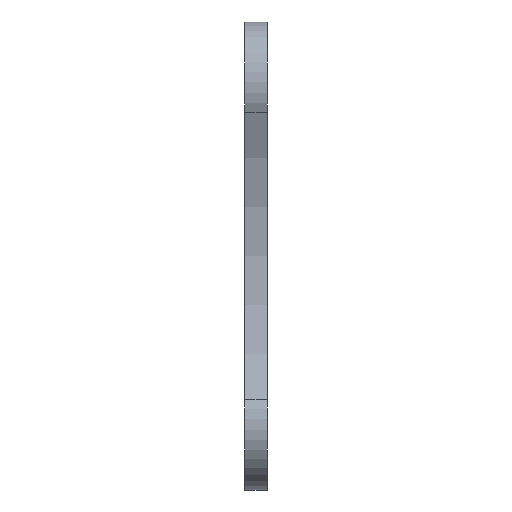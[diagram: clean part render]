
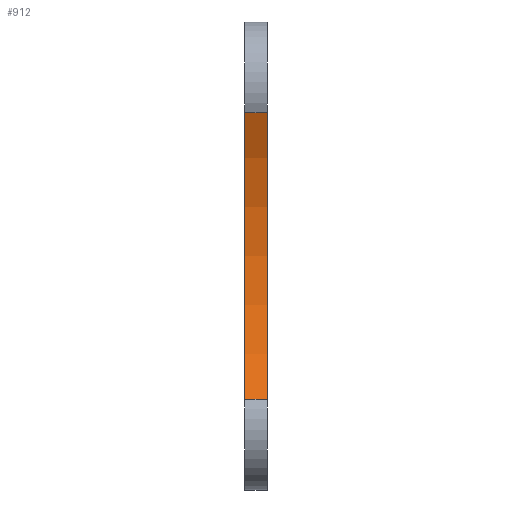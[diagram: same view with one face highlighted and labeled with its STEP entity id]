
A CAD part, left-side view. The second image highlights one B-rep face of the part: STEP entity #912.
In plain terms, the highlighted cylindrical face has radius 28.393 mm (diameter 56.786 mm), a partial arc.
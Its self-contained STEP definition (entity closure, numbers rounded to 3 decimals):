
#24=CYLINDRICAL_SURFACE('',#1040,28.393);
#75=LINE('',#1577,#139);
#77=LINE('',#1580,#141);
#139=VECTOR('',#1271,2.);
#141=VECTOR('',#1275,2.);
#210=FACE_OUTER_BOUND('',#280,.T.);
#280=EDGE_LOOP('',(#763,#764,#765,#766));
#313=CIRCLE('',#960,28.393);
#354=CIRCLE('',#1002,28.393);
#385=VERTEX_POINT('',#1370);
#386=VERTEX_POINT('',#1372);
#431=VERTEX_POINT('',#1464);
#438=VERTEX_POINT('',#1477);
#481=EDGE_CURVE('',#385,#386,#313,.T.);
#534=EDGE_CURVE('',#438,#431,#354,.T.);
#583=EDGE_CURVE('',#431,#385,#75,.T.);
#585=EDGE_CURVE('',#438,#386,#77,.T.);
#763=ORIENTED_EDGE('',*,*,#585,.T.);
#764=ORIENTED_EDGE('',*,*,#481,.F.);
#765=ORIENTED_EDGE('',*,*,#583,.F.);
#766=ORIENTED_EDGE('',*,*,#534,.F.);
#912=ADVANCED_FACE('',(#210),#24,.F.);
#960=AXIS2_PLACEMENT_3D('',#1373,#1079,#1080);
#1002=AXIS2_PLACEMENT_3D('',#1479,#1175,#1176);
#1040=AXIS2_PLACEMENT_3D('',#1579,#1273,#1274);
#1079=DIRECTION('center_axis',(0.,-1.,0.));
#1080=DIRECTION('ref_axis',(0.,0.,1.));
#1175=DIRECTION('center_axis',(0.,1.,0.));
#1176=DIRECTION('ref_axis',(0.,0.,1.));
#1271=DIRECTION('',(0.,1.,0.));
#1273=DIRECTION('center_axis',(0.,1.,0.));
#1274=DIRECTION('ref_axis',(0.,0.,1.));
#1275=DIRECTION('',(0.,1.,0.));
#1370=CARTESIAN_POINT('',(-19.932,2.,-12.566));
#1372=CARTESIAN_POINT('',(-19.932,2.,12.566));
#1373=CARTESIAN_POINT('Origin',(-45.393,2.,0.));
#1464=CARTESIAN_POINT('',(-19.932,0.,-12.566));
#1477=CARTESIAN_POINT('',(-19.932,0.,12.566));
#1479=CARTESIAN_POINT('Origin',(-45.393,0.,0.));
#1577=CARTESIAN_POINT('',(-19.932,0.,-12.566));
#1579=CARTESIAN_POINT('Origin',(-45.393,-86.267,0.));
#1580=CARTESIAN_POINT('',(-19.932,0.,12.566));
